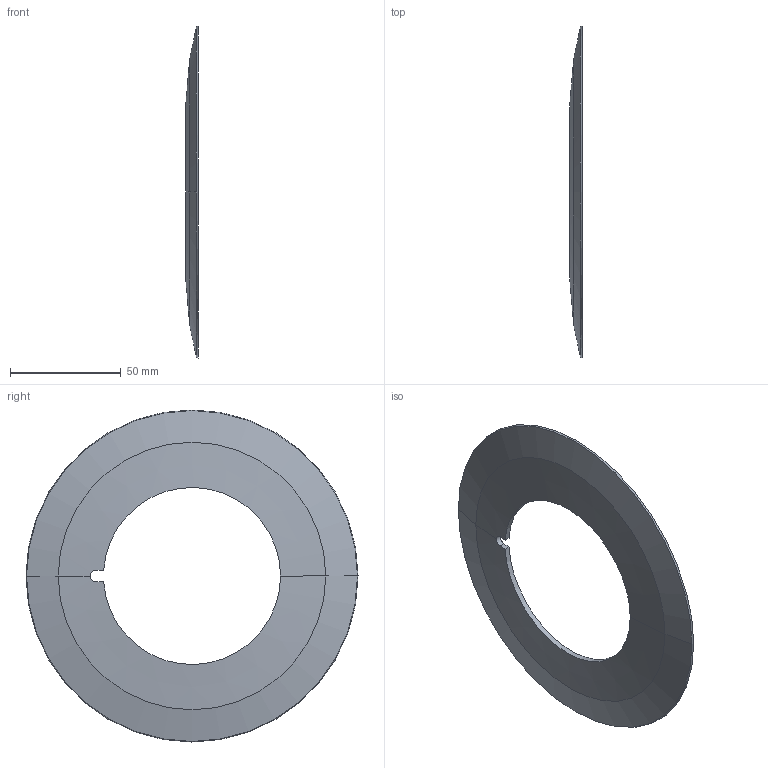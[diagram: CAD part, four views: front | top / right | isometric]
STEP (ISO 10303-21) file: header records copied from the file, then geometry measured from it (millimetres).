
FILE_DESCRIPTION (( 'STEP AP203' ), '1' );
FILE_NAME ('V30043-25-BX.STEP', '2022-04-27T16:11:50', ( '' ), ( '' ), 'SwSTEP 2.0', 'SolidWorks 2020', '' );
FILE_SCHEMA (( 'CONFIG_CONTROL_DESIGN' ));
Length unit declared in the file: inch
Products named in the file (1): V30043-25-BX
Bounding box: 5.57 x 150 x 150 mm (x, y, z)
Volume: 25747.1 mm3; surface area: 26326.3 mm2
Topology: 1 solids, 1 shells, 13 faces, 31 edges, 18 vertices
Faces by surface type: cone 8, cylinder 3, plane 2
Entity records: 526 total; most frequent: CARTESIAN_POINT 151, ORIENTED_EDGE 62, DIRECTION 61, EDGE_CURVE 31, AXIS2_PLACEMENT_3D 24, VERTEX_POINT 18, FACE_OUTER_BOUND 13, EDGE_LOOP 13
